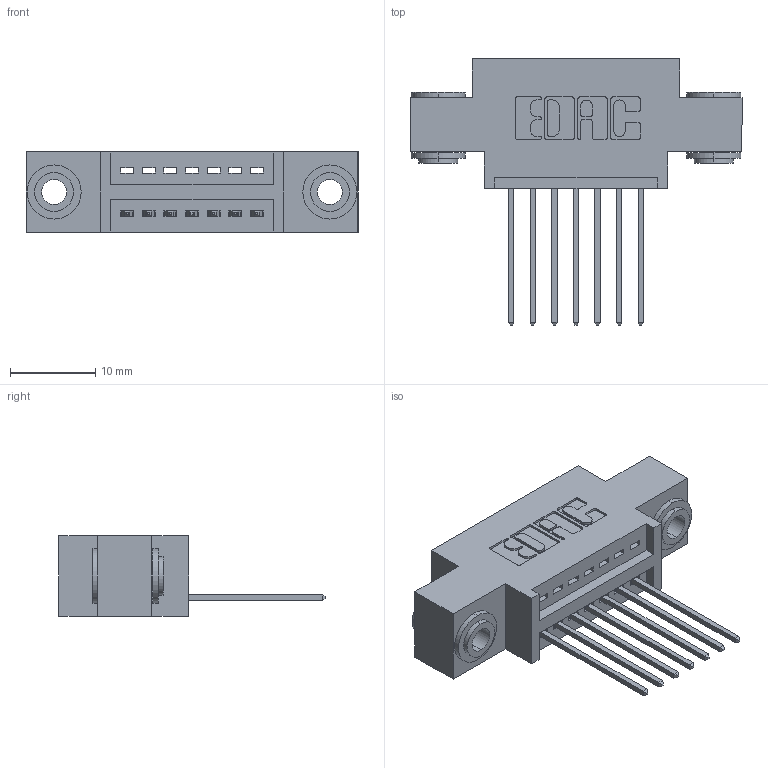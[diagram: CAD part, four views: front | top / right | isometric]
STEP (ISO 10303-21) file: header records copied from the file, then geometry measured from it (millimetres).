
FILE_DESCRIPTION (( 'STEP AP203' ), '1' );
FILE_NAME ('345-007-542-603.STEP', '2019-10-03T17:46:07', ( '' ), ( '' ), 'SwSTEP 2.0', 'SolidWorks 2016', '' );
FILE_SCHEMA (( 'CONFIG_CONTROL_DESIGN' ));
Length unit declared in the file: inch
Products named in the file (4): 345-007-542-603; 345-292-001_345-293-142; 345 Part_0.170 Offset - 0.156 Dia-TH; 345-250-002_345-250-002-102
Assembly tree (10 placements, depth 2):
  345-007-542-603
    345 Part_0.170 Offset - 0.156 Dia-TH
    345-292-001_345-293-142  x7
    345-250-002_345-250-002-102  x2
Bounding box: 38.99 x 31.29 x 9.4 mm (x, y, z)
Volume: 3338.1 mm3; surface area: 4399.9 mm2
Topology: 10 solids, 10 shells, 574 faces, 1661 edges, 1094 vertices
Faces by surface type: plane 374, cylinder 192, cone 8
Entity records: 10780 total; most frequent: CARTESIAN_POINT 1848, ORIENTED_EDGE 1782, DIRECTION 1695, EDGE_CURVE 891, LINE 707, VECTOR 707, VERTEX_POINT 590, AXIS2_PLACEMENT_3D 494
